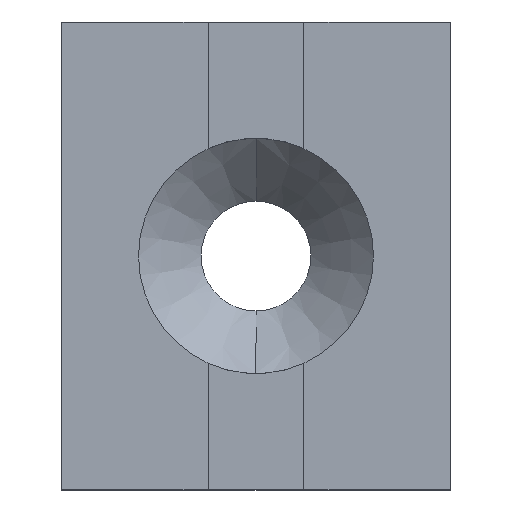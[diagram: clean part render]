
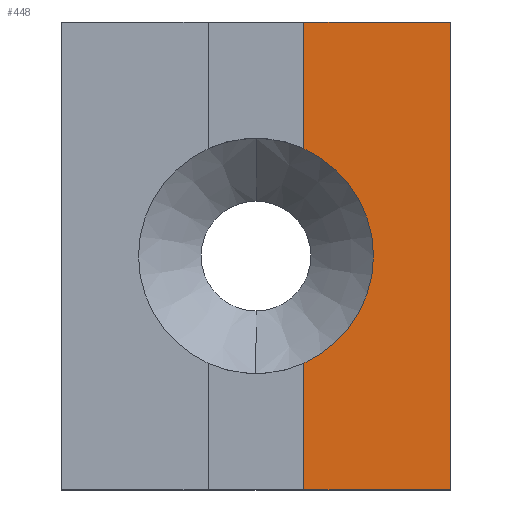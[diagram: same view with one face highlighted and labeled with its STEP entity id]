
A CAD part, top view. The second image highlights one B-rep face of the part: STEP entity #448.
In plain terms, the highlighted planar face has unit normal (0, 0, 1).
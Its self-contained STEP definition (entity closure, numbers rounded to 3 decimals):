
#292=CARTESIAN_POINT('',(0.627,1.542,0.239));
#293=VERTEX_POINT('',#292);
#302=CARTESIAN_POINT('',(0.627,0.032,0.239));
#303=VERTEX_POINT('',#302);
#304=CARTESIAN_POINT('',(0.627,0.032,0.239));
#305=DIRECTION('',(0.0,1.0,0.0));
#306=VECTOR('',#305,1.51);
#307=LINE('',#304,#306);
#308=EDGE_CURVE('',#303,#293,#307,.T.);
#332=CARTESIAN_POINT('',(0.155,1.542,0.239));
#333=VERTEX_POINT('',#332);
#334=CARTESIAN_POINT('',(0.627,1.542,0.239));
#335=DIRECTION('',(-1.0,0.0,0.0));
#336=VECTOR('',#335,0.473);
#337=LINE('',#334,#336);
#338=EDGE_CURVE('',#293,#333,#337,.T.);
#408=CARTESIAN_POINT('',(0.155,1.537,0.239));
#409=DIRECTION('',(0.0,0.0,1.0));
#410=DIRECTION('',(0.0,-1.0,0.0));
#411=AXIS2_PLACEMENT_3D('',#408,#409,#410);
#412=PLANE('',#411);
#413=ORIENTED_EDGE('',*,*,#338,.T.);
#414=CARTESIAN_POINT('',(0.155,1.133,0.239));
#415=VERTEX_POINT('',#414);
#416=CARTESIAN_POINT('',(0.155,1.542,0.239));
#417=DIRECTION('',(0.0,-1.0,0.0));
#418=VECTOR('',#417,0.409);
#419=LINE('',#416,#418);
#420=EDGE_CURVE('',#333,#415,#419,.T.);
#421=ORIENTED_EDGE('',*,*,#420,.T.);
#422=CARTESIAN_POINT('',(0.155,0.441,0.239));
#423=VERTEX_POINT('',#422);
#424=CARTESIAN_POINT('',(0.0,0.787,0.239));
#425=DIRECTION('',(0.0,0.0,1.0));
#426=DIRECTION('',(0.0,1.0,0.0));
#427=AXIS2_PLACEMENT_3D('',#424,#425,#426);
#428=CIRCLE('',#427,0.379);
#429=EDGE_CURVE('',#415,#423,#428,.F.);
#430=ORIENTED_EDGE('',*,*,#429,.T.);
#431=CARTESIAN_POINT('',(0.155,0.032,0.239));
#432=VERTEX_POINT('',#431);
#433=CARTESIAN_POINT('',(0.155,0.441,0.239));
#434=DIRECTION('',(0.0,-1.0,0.0));
#435=VECTOR('',#434,0.409);
#436=LINE('',#433,#435);
#437=EDGE_CURVE('',#423,#432,#436,.T.);
#438=ORIENTED_EDGE('',*,*,#437,.T.);
#439=CARTESIAN_POINT('',(0.155,0.032,0.239));
#440=DIRECTION('',(1.0,0.0,0.0));
#441=VECTOR('',#440,0.473);
#442=LINE('',#439,#441);
#443=EDGE_CURVE('',#432,#303,#442,.T.);
#444=ORIENTED_EDGE('',*,*,#443,.T.);
#445=ORIENTED_EDGE('',*,*,#308,.T.);
#446=EDGE_LOOP('',(#413,#421,#430,#438,#444,#445));
#447=FACE_OUTER_BOUND('',#446,.T.);
#448=ADVANCED_FACE('',(#447),#412,.T.);
